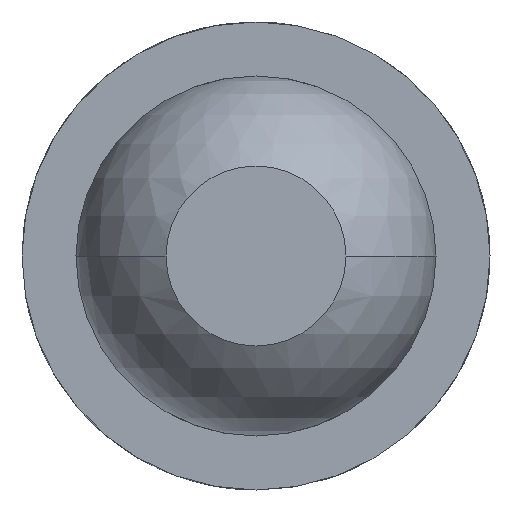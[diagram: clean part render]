
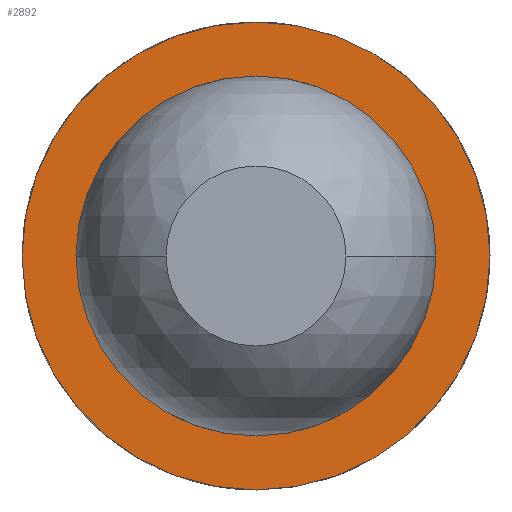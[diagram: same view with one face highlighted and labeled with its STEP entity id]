
A CAD part, front view. The second image highlights one B-rep face of the part: STEP entity #2892.
In plain terms, the highlighted planar face has unit normal (0, -1, 0).
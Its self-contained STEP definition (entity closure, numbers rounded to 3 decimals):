
#147 = AXIS2_PLACEMENT_3D ( 'NONE', #2703, #1062, #2369 ) ;
#190 = CIRCLE ( 'NONE', #428, 0.65 ) ;
#191 = EDGE_CURVE ( 'Defeature ausgef�hrt4_6+Defeature ausgef�hrt4_4+Defeature ausgef�hrt4_4+Defeature ausgef�hrt4_4', #2072, #1998, #4253, .T. ) ;
#215 = CARTESIAN_POINT ( 'NONE',  ( 0., 5.3, -0.65 ) ) ;
#428 = AXIS2_PLACEMENT_3D ( 'NONE', #1206, #2494, #1853 ) ;
#513 = CIRCLE ( 'NONE', #147, 0.65 ) ;
#812 = CARTESIAN_POINT ( 'NONE',  ( 0.65, 5.3, 0. ) ) ;
#1062 = DIRECTION ( 'NONE',  ( 0., 1., 0. ) ) ;
#1104 = EDGE_CURVE ( 'Defeature ausgef�hrt4_5+Defeature ausgef�hrt4_6+Defeature ausgef�hrt4_6+Defeature ausgef�hrt4_6', #1585, #2426, #190, .T. ) ;
#1206 = CARTESIAN_POINT ( 'NONE',  ( 0., 5.3, 0. ) ) ;
#1328 = DIRECTION ( 'NONE',  ( 0., 1., 0. ) ) ;
#1339 = AXIS2_PLACEMENT_3D ( 'NONE', #2996, #1328, #3006 ) ;
#1343 = DIRECTION ( 'NONE',  ( 0., 1., 0. ) ) ;
#1411 = EDGE_CURVE ( 'Defeature ausgef�hrt4_5+Defeature ausgef�hrt4_6+Defeature ausgef�hrt4_6+Defeature ausgef�hrt4_6', #2426, #1585, #513, .T. ) ;
#1585 = VERTEX_POINT ( 'NONE', #215 ) ;
#1693 = DIRECTION ( 'NONE',  ( 0., 0., 1. ) ) ;
#1791 = CARTESIAN_POINT ( 'NONE',  ( 0., 5.3, 0.65 ) ) ;
#1838 = FACE_BOUND ( 'NONE', #1905, .T. ) ;
#1853 = DIRECTION ( 'NONE',  ( 0., 0., 1. ) ) ;
#1905 = EDGE_LOOP ( 'NONE', ( #3720, #3410 ) ) ;
#1998 = VERTEX_POINT ( 'NONE', #2254 ) ;
#2001 = AXIS2_PLACEMENT_3D ( 'NONE', #3691, #1343, #1693 ) ;
#2041 = ORIENTED_EDGE ( 'NONE', *, *, #1411, .F. ) ;
#2047 = CIRCLE ( 'NONE', #2001, 0.25 ) ;
#2072 = VERTEX_POINT ( 'NONE', #3527 ) ;
#2124 = ORIENTED_EDGE ( 'NONE', *, *, #1104, .F. ) ;
#2254 = CARTESIAN_POINT ( 'NONE',  ( 0., 5.3, -0.25 ) ) ;
#2369 = DIRECTION ( 'NONE',  ( 0., 0., 1. ) ) ;
#2426 = VERTEX_POINT ( 'NONE', #1791 ) ;
#2489 = PLANE ( 'NONE',  #2518 ) ;
#2494 = DIRECTION ( 'NONE',  ( 0., 1., 0. ) ) ;
#2518 = AXIS2_PLACEMENT_3D ( 'NONE', #812, #4127, #3793 ) ;
#2703 = CARTESIAN_POINT ( 'NONE',  ( 0., 5.3, 0. ) ) ;
#2892 = ADVANCED_FACE ( 'Defeature ausgef�hrt4_6', ( #3387, #1838 ), #2489, .F. ) ;
#2996 = CARTESIAN_POINT ( 'NONE',  ( 0., 5.3, 0. ) ) ;
#3006 = DIRECTION ( 'NONE',  ( 0., 0., 1. ) ) ;
#3387 = FACE_OUTER_BOUND ( 'NONE', #4216, .T. ) ;
#3410 = ORIENTED_EDGE ( 'NONE', *, *, #4236, .T. ) ;
#3527 = CARTESIAN_POINT ( 'NONE',  ( 0., 5.3, 0.25 ) ) ;
#3691 = CARTESIAN_POINT ( 'NONE',  ( 0., 5.3, 0. ) ) ;
#3720 = ORIENTED_EDGE ( 'NONE', *, *, #191, .T. ) ;
#3793 = DIRECTION ( 'NONE',  ( 0., 0., 1. ) ) ;
#4127 = DIRECTION ( 'NONE',  ( 0., 1., 0. ) ) ;
#4216 = EDGE_LOOP ( 'NONE', ( #2041, #2124 ) ) ;
#4236 = EDGE_CURVE ( 'Defeature ausgef�hrt4_6+Defeature ausgef�hrt4_4+Defeature ausgef�hrt4_4+Defeature ausgef�hrt4_4', #1998, #2072, #2047, .T. ) ;
#4253 = CIRCLE ( 'NONE', #1339, 0.25 ) ;
